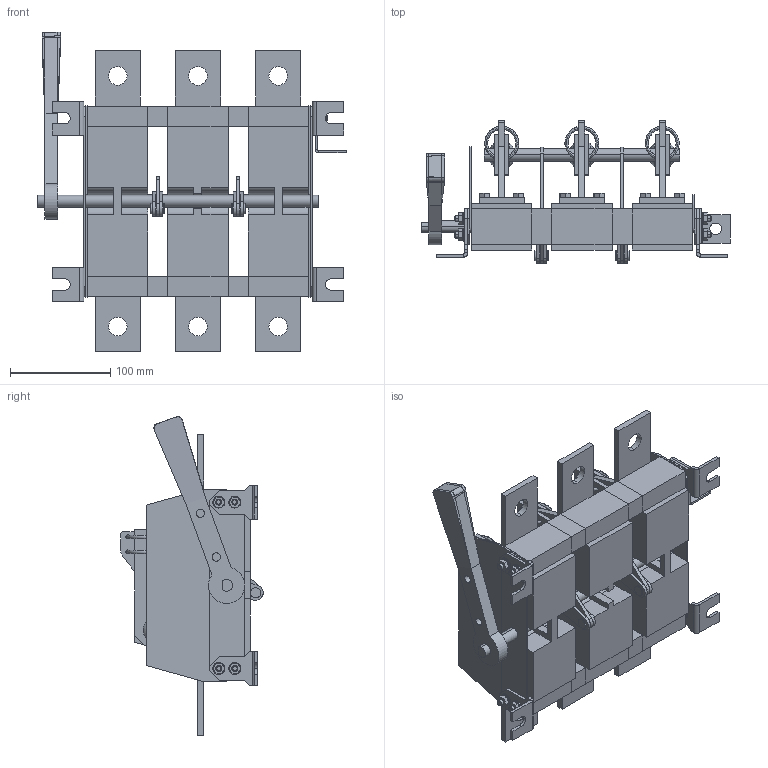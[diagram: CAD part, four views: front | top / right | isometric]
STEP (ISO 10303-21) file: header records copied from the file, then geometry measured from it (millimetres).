
FILE_DESCRIPTION (( 'STEP AP214' ), '1' );
FILE_NAME ('Ðàçúåäèíèòåëü ÐÅ19-41-31120 1000À (àðò. re19-4131120).STEP', '2018-06-19T05:22:10', ( '' ), ( '' ), 'SwSTEP 2.0', 'SolidWorks 2017', '' );
FILE_SCHEMA (( 'AUTOMOTIVE_DESIGN' ));
Length unit declared in the file: millimetre
Products named in the file (1): Ðàçúåäèíèòåëü ÐÅ19-41-31120 1000À (àðò. re19-4131120)
Bounding box: 307.5 x 142 x 318.52 mm (x, y, z)
Volume: 2157884.6 mm3; surface area: 514276.9 mm2
Topology: 118 solids, 118 shells, 1467 faces, 3372 edges, 2118 vertices
Faces by surface type: plane 870, cylinder 473, sphere 78, cone 22, bspline 12, torus 12
Entity records: 49071 total; most frequent: CARTESIAN_POINT 11682, DIRECTION 7161, ORIENTED_EDGE 6644, EDGE_CURVE 3322, AXIS2_PLACEMENT_3D 2446, VECTOR 2269, LINE 2269, VERTEX_POINT 2111
